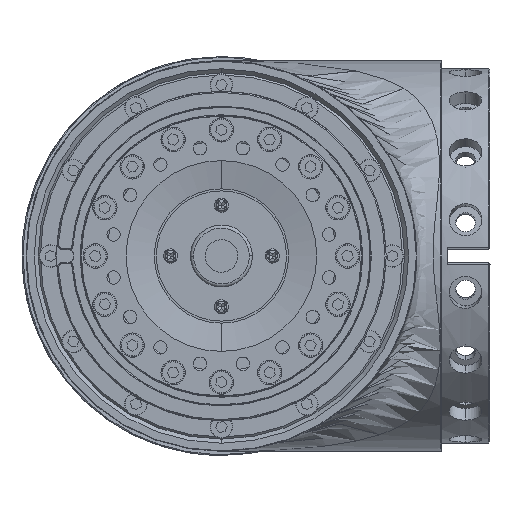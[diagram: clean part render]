
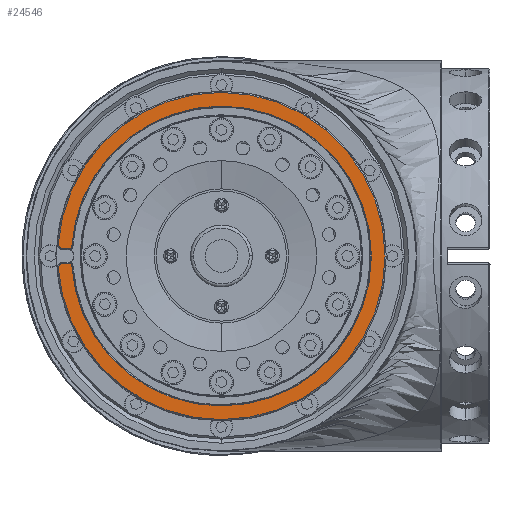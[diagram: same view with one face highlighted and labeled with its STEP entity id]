
A CAD part, left-side view. The second image highlights one B-rep face of the part: STEP entity #24546.
In plain terms, the highlighted planar face has unit normal (-1, 0, 0).
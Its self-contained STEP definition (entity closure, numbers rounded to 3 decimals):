
#125 = CARTESIAN_POINT ( 'NONE',  ( -72.347, 4.263, 0. ) ) ;
#761 = DIRECTION ( 'NONE',  ( 1., 0., 0. ) ) ;
#1354 = DIRECTION ( 'NONE',  ( 0., 0., -1. ) ) ;
#1447 = DIRECTION ( 'NONE',  ( 0., 1., 0. ) ) ;
#1482 = EDGE_LOOP ( 'NONE', ( #56336, #23050, #9387, #8059, #42713, #57249, #31356, #37257, #49175, #48320, #36012, #42778 ) ) ;
#1934 = CARTESIAN_POINT ( 'NONE',  ( -72.347, 43.148, 1.8 ) ) ;
#1938 = DIRECTION ( 'NONE',  ( 0., 0., -1. ) ) ;
#2504 = DIRECTION ( 'NONE',  ( 1., 0., 0. ) ) ;
#2657 = AXIS2_PLACEMENT_3D ( 'NONE', #42453, #24175, #14501 ) ;
#2678 = EDGE_CURVE ( 'NONE', #25533, #33232, #52107, .T. ) ;
#4006 = CARTESIAN_POINT ( 'NONE',  ( -72.347, 4.263, 36.85 ) ) ;
#4809 = EDGE_CURVE ( 'NONE', #25533, #57281, #20827, .T. ) ;
#4855 = AXIS2_PLACEMENT_3D ( 'NONE', #60250, #61043, #60849 ) ;
#5065 = CARTESIAN_POINT ( 'NONE',  ( -72.347, 4.263, 40.2 ) ) ;
#5147 = VERTEX_POINT ( 'NONE', #5065 ) ;
#5749 = DIRECTION ( 'NONE',  ( 0., 0., -1. ) ) ;
#6249 = LINE ( 'NONE', #29329, #9208 ) ;
#6332 = PLANE ( 'NONE',  #56730 ) ;
#6960 = AXIS2_PLACEMENT_3D ( 'NONE', #125, #19316, #47486 ) ;
#7792 = EDGE_CURVE ( 'NONE', #5147, #57546, #41335, .T. ) ;
#8059 = ORIENTED_EDGE ( 'NONE', *, *, #55675, .F. ) ;
#8101 = DIRECTION ( 'NONE',  ( 0., 0., -1. ) ) ;
#8782 = CARTESIAN_POINT ( 'NONE',  ( -72.347, 4.263, -40.2 ) ) ;
#9050 = DIRECTION ( 'NONE',  ( 1., 0., 0. ) ) ;
#9208 = VECTOR ( 'NONE', #43231, 1000. ) ;
#9387 = ORIENTED_EDGE ( 'NONE', *, *, #10044, .F. ) ;
#9475 = DIRECTION ( 'NONE',  ( 0., 0., -1. ) ) ;
#10044 = EDGE_CURVE ( 'NONE', #42098, #45022, #58134, .T. ) ;
#10333 = CIRCLE ( 'NONE', #2657, 40.2 ) ;
#11854 = DIRECTION ( 'NONE',  ( 1., 0., 0. ) ) ;
#13342 = CIRCLE ( 'NONE', #15230, 40.2 ) ;
#13658 = DIRECTION ( 'NONE',  ( 1., 0., 0. ) ) ;
#14501 = DIRECTION ( 'NONE',  ( 0., 0., -1. ) ) ;
#14592 = CARTESIAN_POINT ( 'NONE',  ( -72.347, 41.93, -2.5 ) ) ;
#15004 = EDGE_CURVE ( 'NONE', #52672, #48295, #48425, .T. ) ;
#15230 = AXIS2_PLACEMENT_3D ( 'NONE', #52442, #24273, #9475 ) ;
#16094 = DIRECTION ( 'NONE',  ( 0., 0., 1. ) ) ;
#17225 = EDGE_CURVE ( 'NONE', #33232, #52672, #42958, .T. ) ;
#17253 = AXIS2_PLACEMENT_3D ( 'NONE', #14592, #761, #5749 ) ;
#17869 = EDGE_CURVE ( 'NONE', #48295, #5147, #13342, .T. ) ;
#18097 = CARTESIAN_POINT ( 'NONE',  ( -72.347, 44.344, -3.092 ) ) ;
#18497 = DIRECTION ( 'NONE',  ( 0., 0., 1. ) ) ;
#19314 = CARTESIAN_POINT ( 'NONE',  ( -72.347, 41.032, 2.44 ) ) ;
#19316 = DIRECTION ( 'NONE',  ( 1., 0., 0. ) ) ;
#20827 = CIRCLE ( 'NONE', #42513, 36.85 ) ;
#20916 = CARTESIAN_POINT ( 'NONE',  ( -72.347, 41.93, 2.5 ) ) ;
#22514 = CARTESIAN_POINT ( 'NONE',  ( -72.347, 43.148, -3. ) ) ;
#23050 = ORIENTED_EDGE ( 'NONE', *, *, #60000, .F. ) ;
#23678 = CIRCLE ( 'NONE', #42028, 36.85 ) ;
#24175 = DIRECTION ( 'NONE',  ( 1., 0., 0. ) ) ;
#24273 = DIRECTION ( 'NONE',  ( 1., 0., 0. ) ) ;
#24546 = ADVANCED_FACE ( 'NONE', ( #26771 ), #6332, .F. ) ;
#24684 = DIRECTION ( 'NONE',  ( 1., 0., 0. ) ) ;
#25533 = VERTEX_POINT ( 'NONE', #19314 ) ;
#26771 = FACE_OUTER_BOUND ( 'NONE', #1482, .T. ) ;
#28857 = CARTESIAN_POINT ( 'NONE',  ( -72.347, 41.365, -1.8 ) ) ;
#29137 = AXIS2_PLACEMENT_3D ( 'NONE', #30783, #2504, #16094 ) ;
#29329 = CARTESIAN_POINT ( 'NONE',  ( -72.347, 28.763, -1.8 ) ) ;
#30341 = VECTOR ( 'NONE', #1447, 1000. ) ;
#30783 = CARTESIAN_POINT ( 'NONE',  ( -72.347, 4.263, 0. ) ) ;
#31356 = ORIENTED_EDGE ( 'NONE', *, *, #15004, .F. ) ;
#32045 = CARTESIAN_POINT ( 'NONE',  ( -72.347, 41.032, -2.44 ) ) ;
#32786 = CARTESIAN_POINT ( 'NONE',  ( -72.347, 4.263, 0. ) ) ;
#33232 = VERTEX_POINT ( 'NONE', #48578 ) ;
#36012 = ORIENTED_EDGE ( 'NONE', *, *, #54832, .T. ) ;
#36355 = DIRECTION ( 'NONE',  ( 1., 0., 0. ) ) ;
#37257 = ORIENTED_EDGE ( 'NONE', *, *, #17225, .F. ) ;
#37299 = VERTEX_POINT ( 'NONE', #28857 ) ;
#37780 = VERTEX_POINT ( 'NONE', #32045 ) ;
#38608 = CIRCLE ( 'NONE', #17253, 0.9 ) ;
#40381 = AXIS2_PLACEMENT_3D ( 'NONE', #20916, #11854, #1938 ) ;
#41335 = CIRCLE ( 'NONE', #6960, 40.2 ) ;
#41508 = EDGE_CURVE ( 'NONE', #42050, #37780, #23678, .T. ) ;
#42028 = AXIS2_PLACEMENT_3D ( 'NONE', #56035, #13658, #42203 ) ;
#42050 = VERTEX_POINT ( 'NONE', #46097 ) ;
#42098 = VERTEX_POINT ( 'NONE', #18097 ) ;
#42175 = CIRCLE ( 'NONE', #29137, 36.85 ) ;
#42203 = DIRECTION ( 'NONE',  ( 0., 0., 1. ) ) ;
#42453 = CARTESIAN_POINT ( 'NONE',  ( -72.347, 4.263, 0. ) ) ;
#42513 = AXIS2_PLACEMENT_3D ( 'NONE', #32786, #9050, #18497 ) ;
#42713 = ORIENTED_EDGE ( 'NONE', *, *, #7792, .F. ) ;
#42778 = ORIENTED_EDGE ( 'NONE', *, *, #41508, .T. ) ;
#42958 = LINE ( 'NONE', #61212, #30341 ) ;
#43231 = DIRECTION ( 'NONE',  ( 0., -1., 0. ) ) ;
#43349 = CARTESIAN_POINT ( 'NONE',  ( -72.347, 28.763, 0. ) ) ;
#45022 = VERTEX_POINT ( 'NONE', #49088 ) ;
#45989 = CARTESIAN_POINT ( 'NONE',  ( -72.347, 44.344, 3.092 ) ) ;
#46097 = CARTESIAN_POINT ( 'NONE',  ( -72.347, 4.263, -36.85 ) ) ;
#47212 = EDGE_CURVE ( 'NONE', #37299, #37780, #38608, .T. ) ;
#47486 = DIRECTION ( 'NONE',  ( 0., 0., -1. ) ) ;
#48295 = VERTEX_POINT ( 'NONE', #45989 ) ;
#48320 = ORIENTED_EDGE ( 'NONE', *, *, #4809, .T. ) ;
#48425 = CIRCLE ( 'NONE', #4855, 1.2 ) ;
#48578 = CARTESIAN_POINT ( 'NONE',  ( -72.347, 41.365, 1.8 ) ) ;
#49088 = CARTESIAN_POINT ( 'NONE',  ( -72.347, 43.148, -1.8 ) ) ;
#49175 = ORIENTED_EDGE ( 'NONE', *, *, #2678, .F. ) ;
#52107 = CIRCLE ( 'NONE', #40381, 0.9 ) ;
#52442 = CARTESIAN_POINT ( 'NONE',  ( -72.347, 4.263, 0. ) ) ;
#52672 = VERTEX_POINT ( 'NONE', #1934 ) ;
#54832 = EDGE_CURVE ( 'NONE', #57281, #42050, #42175, .T. ) ;
#55675 = EDGE_CURVE ( 'NONE', #57546, #42098, #10333, .T. ) ;
#56035 = CARTESIAN_POINT ( 'NONE',  ( -72.347, 4.263, 0. ) ) ;
#56336 = ORIENTED_EDGE ( 'NONE', *, *, #47212, .F. ) ;
#56730 = AXIS2_PLACEMENT_3D ( 'NONE', #43349, #24684, #1354 ) ;
#57249 = ORIENTED_EDGE ( 'NONE', *, *, #17869, .F. ) ;
#57281 = VERTEX_POINT ( 'NONE', #4006 ) ;
#57546 = VERTEX_POINT ( 'NONE', #8782 ) ;
#58134 = CIRCLE ( 'NONE', #59759, 1.2 ) ;
#59759 = AXIS2_PLACEMENT_3D ( 'NONE', #22514, #36355, #8101 ) ;
#60000 = EDGE_CURVE ( 'NONE', #45022, #37299, #6249, .T. ) ;
#60250 = CARTESIAN_POINT ( 'NONE',  ( -72.347, 43.148, 3. ) ) ;
#60849 = DIRECTION ( 'NONE',  ( 0., 0., -1. ) ) ;
#61043 = DIRECTION ( 'NONE',  ( 1., 0., 0. ) ) ;
#61212 = CARTESIAN_POINT ( 'NONE',  ( -72.347, 28.763, 1.8 ) ) ;
